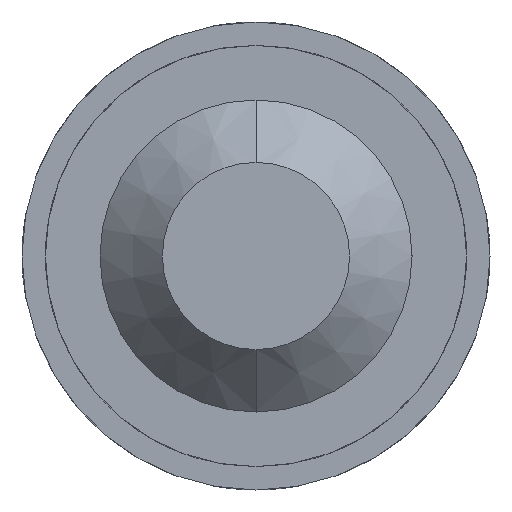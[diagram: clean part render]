
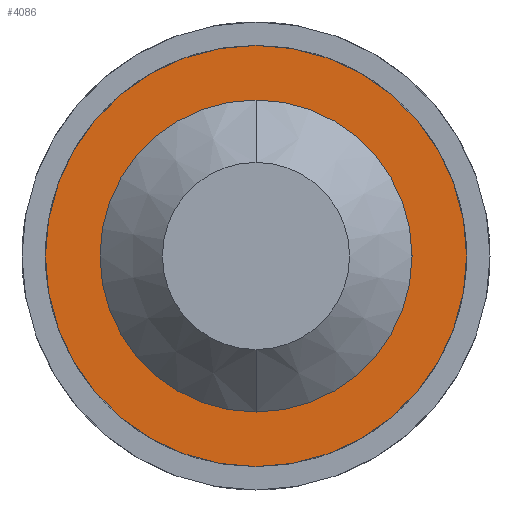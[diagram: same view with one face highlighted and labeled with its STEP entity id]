
A CAD part, front view. The second image highlights one B-rep face of the part: STEP entity #4086.
In plain terms, the highlighted planar face has unit normal (0, -1, 0).
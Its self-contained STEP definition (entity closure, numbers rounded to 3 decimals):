
#27 = DIRECTION ( 'NONE',  ( 0., -1., 0. ) ) ;
#102 = DIRECTION ( 'NONE',  ( 0., -1., 0. ) ) ;
#268 = DIRECTION ( 'NONE',  ( 0., -1., 0. ) ) ;
#767 = CARTESIAN_POINT ( 'NONE',  ( 0., 12., 0. ) ) ;
#838 = DIRECTION ( 'NONE',  ( 0., 0., -1. ) ) ;
#841 = VERTEX_POINT ( 'NONE', #3846 ) ;
#883 = CARTESIAN_POINT ( 'NONE',  ( 0., 12., 0.5 ) ) ;
#995 = CARTESIAN_POINT ( 'NONE',  ( 0., 12., 0. ) ) ;
#1038 = ORIENTED_EDGE ( 'NONE', *, *, #1586, .T. ) ;
#1133 = EDGE_CURVE ( 'Defeature ausgef�hrt1_1+Defeature ausgef�hrt1_3+Defeature ausgef�hrt1_3+Defeature ausgef�hrt1_3', #2893, #1516, #2836, .T. ) ;
#1210 = AXIS2_PLACEMENT_3D ( 'NONE', #995, #268, #2109 ) ;
#1413 = ORIENTED_EDGE ( 'NONE', *, *, #1133, .F. ) ;
#1422 = AXIS2_PLACEMENT_3D ( 'NONE', #3732, #1938, #3030 ) ;
#1425 = CIRCLE ( 'NONE', #3685, 0.5 ) ;
#1437 = EDGE_CURVE ( 'Defeature ausgef�hrt1_1+Defeature ausgef�hrt1_3+Defeature ausgef�hrt1_3+Defeature ausgef�hrt1_3', #1516, #2893, #1425, .T. ) ;
#1467 = DIRECTION ( 'NONE',  ( 0., 0., -1. ) ) ;
#1516 = VERTEX_POINT ( 'NONE', #4269 ) ;
#1586 = EDGE_CURVE ( 'Defeature ausgef�hrt1_3+Defeature ausgef�hrt1_4+Defeature ausgef�hrt1_4+Defeature ausgef�hrt1_4', #1635, #841, #4125, .T. ) ;
#1619 = PLANE ( 'NONE',  #1422 ) ;
#1635 = VERTEX_POINT ( 'NONE', #2902 ) ;
#1938 = DIRECTION ( 'NONE',  ( 0., -1., 0. ) ) ;
#2109 = DIRECTION ( 'NONE',  ( 0., 0., -1. ) ) ;
#2241 = AXIS2_PLACEMENT_3D ( 'NONE', #4337, #102, #838 ) ;
#2391 = DIRECTION ( 'NONE',  ( 0., 0., -1. ) ) ;
#2443 = DIRECTION ( 'NONE',  ( 0., -1., 0. ) ) ;
#2456 = CIRCLE ( 'NONE', #1210, 0.675 ) ;
#2590 = EDGE_CURVE ( 'Defeature ausgef�hrt1_3+Defeature ausgef�hrt1_4+Defeature ausgef�hrt1_4+Defeature ausgef�hrt1_4', #841, #1635, #2456, .T. ) ;
#2835 = CARTESIAN_POINT ( 'NONE',  ( 0., 12., 0. ) ) ;
#2836 = CIRCLE ( 'NONE', #2974, 0.5 ) ;
#2878 = FACE_OUTER_BOUND ( 'NONE', #3932, .T. ) ;
#2893 = VERTEX_POINT ( 'NONE', #883 ) ;
#2902 = CARTESIAN_POINT ( 'NONE',  ( 0., 12., -0.675 ) ) ;
#2974 = AXIS2_PLACEMENT_3D ( 'NONE', #767, #2443, #2391 ) ;
#3030 = DIRECTION ( 'NONE',  ( 0., 0., -1. ) ) ;
#3066 = ORIENTED_EDGE ( 'NONE', *, *, #1437, .F. ) ;
#3437 = FACE_BOUND ( 'NONE', #4395, .T. ) ;
#3685 = AXIS2_PLACEMENT_3D ( 'NONE', #2835, #27, #1467 ) ;
#3732 = CARTESIAN_POINT ( 'NONE',  ( 0.5, 12., 0. ) ) ;
#3763 = ORIENTED_EDGE ( 'NONE', *, *, #2590, .T. ) ;
#3846 = CARTESIAN_POINT ( 'NONE',  ( 0., 12., 0.675 ) ) ;
#3932 = EDGE_LOOP ( 'NONE', ( #1038, #3763 ) ) ;
#4086 = ADVANCED_FACE ( 'Defeature ausgef�hrt1_3', ( #2878, #3437 ), #1619, .T. ) ;
#4125 = CIRCLE ( 'NONE', #2241, 0.675 ) ;
#4269 = CARTESIAN_POINT ( 'NONE',  ( 0., 12., -0.5 ) ) ;
#4337 = CARTESIAN_POINT ( 'NONE',  ( 0., 12., 0. ) ) ;
#4395 = EDGE_LOOP ( 'NONE', ( #3066, #1413 ) ) ;
